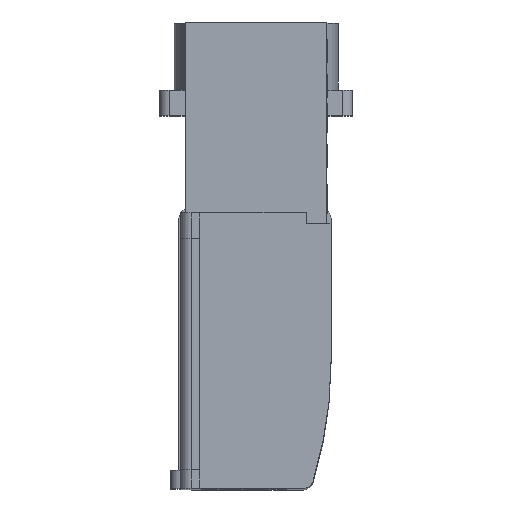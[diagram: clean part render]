
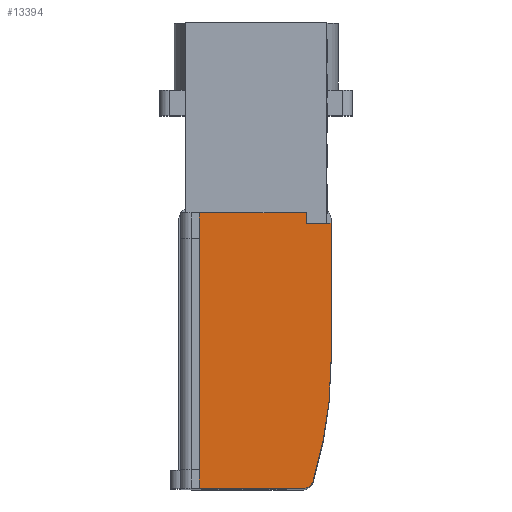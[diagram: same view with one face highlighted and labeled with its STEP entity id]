
A CAD part, top view. The second image highlights one B-rep face of the part: STEP entity #13394.
In plain terms, the highlighted planar face has unit normal (0, 0, 1).
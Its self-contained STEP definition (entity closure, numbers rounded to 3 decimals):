
#1099 = DIRECTION ( 'NONE',  ( 0., 0., 1. ) ) ;
#1477 = DIRECTION ( 'NONE',  ( 0., 1., 0. ) ) ;
#2598 = ORIENTED_EDGE ( 'NONE', *, *, #9659, .T. ) ;
#2818 = AXIS2_PLACEMENT_3D ( 'NONE', #42644, #1099, #19558 ) ;
#3557 = ORIENTED_EDGE ( 'NONE', *, *, #51779, .T. ) ;
#3883 = DIRECTION ( 'NONE',  ( -1., 0., 0. ) ) ;
#4387 = CARTESIAN_POINT ( 'NONE',  ( -7.3, -7.5, 49.3 ) ) ;
#4421 = EDGE_CURVE ( 'NONE', #8110, #57886, #21722, .T. ) ;
#4455 = VECTOR ( 'NONE', #22844, 1000. ) ;
#5148 = CARTESIAN_POINT ( 'NONE',  ( 5.5, 6., 49.3 ) ) ;
#6083 = AXIS2_PLACEMENT_3D ( 'NONE', #39291, #24384, #56593 ) ;
#6126 = DIRECTION ( 'NONE',  ( 0., -1., 0. ) ) ;
#6584 = ORIENTED_EDGE ( 'NONE', *, *, #45791, .T. ) ;
#6715 = LINE ( 'NONE', #28840, #37863 ) ;
#7083 = VERTEX_POINT ( 'NONE', #24462 ) ;
#7545 = ORIENTED_EDGE ( 'NONE', *, *, #41895, .T. ) ;
#8110 = VERTEX_POINT ( 'NONE', #53633 ) ;
#9296 = EDGE_CURVE ( 'NONE', #7083, #28270, #37292, .T. ) ;
#9659 = EDGE_CURVE ( 'NONE', #16163, #7083, #32397, .T. ) ;
#10462 = EDGE_CURVE ( 'NONE', #51789, #16163, #6715, .T. ) ;
#10799 = VECTOR ( 'NONE', #42439, 1000. ) ;
#13283 = LINE ( 'NONE', #18127, #53074 ) ;
#13394 = ADVANCED_FACE ( 'NONE', ( #47900 ), #38207, .T. ) ;
#14240 = ORIENTED_EDGE ( 'NONE', *, *, #22606, .T. ) ;
#14619 = VECTOR ( 'NONE', #3883, 1000. ) ;
#15392 = CARTESIAN_POINT ( 'NONE',  ( -7.3, -7.5, 49.3 ) ) ;
#16163 = VERTEX_POINT ( 'NONE', #20467 ) ;
#16453 = ORIENTED_EDGE ( 'NONE', *, *, #35921, .F. ) ;
#18127 = CARTESIAN_POINT ( 'NONE',  ( 5.5, 6., 49.3 ) ) ;
#19270 = VERTEX_POINT ( 'NONE', #24753 ) ;
#19558 = DIRECTION ( 'NONE',  ( 1., 0., 0. ) ) ;
#20066 = VERTEX_POINT ( 'NONE', #50344 ) ;
#20467 = CARTESIAN_POINT ( 'NONE',  ( -4.9, -8.5, 49.3 ) ) ;
#21205 = CARTESIAN_POINT ( 'NONE',  ( -4.595, 18.3, 49.3 ) ) ;
#21722 = LINE ( 'NONE', #35724, #14619 ) ;
#22173 = VECTOR ( 'NONE', #1477, 1000. ) ;
#22606 = EDGE_CURVE ( 'NONE', #20066, #50900, #24444, .T. ) ;
#22844 = DIRECTION ( 'NONE',  ( -1., 0., 0. ) ) ;
#23407 = AXIS2_PLACEMENT_3D ( 'NONE', #28479, #33943, #57312 ) ;
#23815 = CARTESIAN_POINT ( 'NONE',  ( -7.3, -8.5, 49.3 ) ) ;
#24384 = DIRECTION ( 'NONE',  ( 0., 0., 1. ) ) ;
#24444 = CIRCLE ( 'NONE', #6083, 39.3 ) ;
#24462 = CARTESIAN_POINT ( 'NONE',  ( 5.5, -8.5, 49.3 ) ) ;
#24489 = ORIENTED_EDGE ( 'NONE', *, *, #9296, .T. ) ;
#24753 = CARTESIAN_POINT ( 'NONE',  ( 5.5, 16.5, 49.3 ) ) ;
#27433 = LINE ( 'NONE', #4387, #4455 ) ;
#28270 = VERTEX_POINT ( 'NONE', #45054 ) ;
#28479 = CARTESIAN_POINT ( 'NONE',  ( 32., 6., 49.3 ) ) ;
#28840 = CARTESIAN_POINT ( 'NONE',  ( -4.9, -7.5, 49.3 ) ) ;
#28947 = CIRCLE ( 'NONE', #2818, 1. ) ;
#29376 = LINE ( 'NONE', #56998, #22173 ) ;
#30178 = VECTOR ( 'NONE', #37221, 1000. ) ;
#30868 = LINE ( 'NONE', #40288, #37664 ) ;
#32397 = LINE ( 'NONE', #23815, #30178 ) ;
#33943 = DIRECTION ( 'NONE',  ( 0., 0., 1. ) ) ;
#34858 = CARTESIAN_POINT ( 'NONE',  ( -7.3, 6., 49.3 ) ) ;
#35724 = CARTESIAN_POINT ( 'NONE',  ( 7.3, 18.3, 49.3 ) ) ;
#35921 = EDGE_CURVE ( 'NONE', #51789, #38813, #27433, .T. ) ;
#36946 = DIRECTION ( 'NONE',  ( 0., 1., 0. ) ) ;
#37221 = DIRECTION ( 'NONE',  ( 1., 0., 0. ) ) ;
#37292 = LINE ( 'NONE', #5148, #10799 ) ;
#37664 = VECTOR ( 'NONE', #55143, 1000. ) ;
#37863 = VECTOR ( 'NONE', #6126, 1000. ) ;
#38207 = PLANE ( 'NONE',  #23407 ) ;
#38813 = VERTEX_POINT ( 'NONE', #15392 ) ;
#39291 = CARTESIAN_POINT ( 'NONE',  ( 32., 6., 49.3 ) ) ;
#40288 = CARTESIAN_POINT ( 'NONE',  ( -7.3, 6., 49.3 ) ) ;
#40549 = ORIENTED_EDGE ( 'NONE', *, *, #46417, .T. ) ;
#41895 = EDGE_CURVE ( 'NONE', #57886, #20066, #28947, .T. ) ;
#42439 = DIRECTION ( 'NONE',  ( 0., 1., 0. ) ) ;
#42644 = CARTESIAN_POINT ( 'NONE',  ( -4.595, 17.3, 49.3 ) ) ;
#45054 = CARTESIAN_POINT ( 'NONE',  ( 5.5, -6., 49.3 ) ) ;
#45791 = EDGE_CURVE ( 'NONE', #50900, #38813, #30868, .T. ) ;
#46417 = EDGE_CURVE ( 'NONE', #28270, #19270, #29376, .T. ) ;
#47566 = ORIENTED_EDGE ( 'NONE', *, *, #10462, .T. ) ;
#47900 = FACE_OUTER_BOUND ( 'NONE', #53554, .T. ) ;
#50344 = CARTESIAN_POINT ( 'NONE',  ( -5.551, 17.595, 49.3 ) ) ;
#50900 = VERTEX_POINT ( 'NONE', #34858 ) ;
#51141 = ORIENTED_EDGE ( 'NONE', *, *, #4421, .T. ) ;
#51779 = EDGE_CURVE ( 'NONE', #19270, #8110, #13283, .T. ) ;
#51789 = VERTEX_POINT ( 'NONE', #55476 ) ;
#53074 = VECTOR ( 'NONE', #36946, 1000. ) ;
#53554 = EDGE_LOOP ( 'NONE', ( #51141, #7545, #14240, #6584, #16453, #47566, #2598, #24489, #40549, #3557 ) ) ;
#53633 = CARTESIAN_POINT ( 'NONE',  ( 5.5, 18.3, 49.3 ) ) ;
#55143 = DIRECTION ( 'NONE',  ( 0., -1., 0. ) ) ;
#55476 = CARTESIAN_POINT ( 'NONE',  ( -4.9, -7.5, 49.3 ) ) ;
#56593 = DIRECTION ( 'NONE',  ( 1., 0., 0. ) ) ;
#56998 = CARTESIAN_POINT ( 'NONE',  ( 5.5, -8.5, 49.3 ) ) ;
#57312 = DIRECTION ( 'NONE',  ( 1., 0., 0. ) ) ;
#57886 = VERTEX_POINT ( 'NONE', #21205 ) ;
